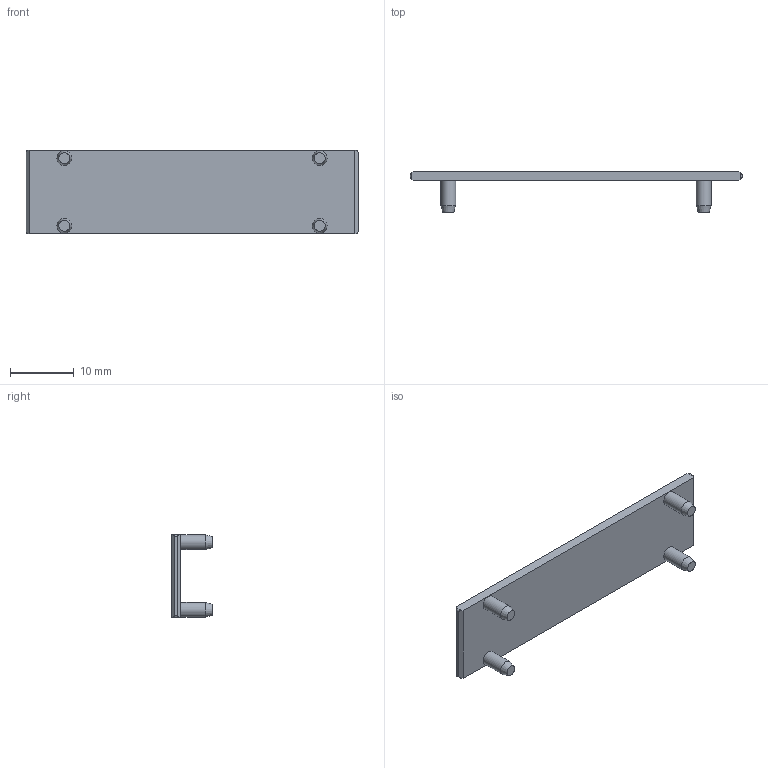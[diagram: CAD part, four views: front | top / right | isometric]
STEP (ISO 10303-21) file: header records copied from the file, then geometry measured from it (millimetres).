
FILE_DESCRIPTION(/* description */ (''),/* implementation_level */ '2;1');
FILE_NAME(/* name */ '17019_AD16_iso.stp',/* time_stamp */ '2011-08-08T10:09:23+02:00',/* author */ (''),/* organization */ (''),/* preprocessor_version */ 'ST-DEVELOPER v11',/* originating_system */ 'SIEMENS UGS NX 6.0',/* authorisation */ '');
FILE_SCHEMA (('CONFIG_CONTROL_DESIGN'));
Length unit declared in the file: millimetre
Products named in the file (1): 17019_AD16_iso
Bounding box: 52 x 6.5 x 13 mm (x, y, z)
Volume: 1086.1 mm3; surface area: 1664.1 mm2
Topology: 1 solids, 1 shells, 26 faces, 56 edges, 36 vertices
Faces by surface type: plane 14, cylinder 8, cone 4
Full cylindrical faces by diameter (mm): 2.3 x4
Entity records: 754 total; most frequent: DIRECTION 122, CARTESIAN_POINT 111, ORIENTED_EDGE 96, EDGE_CURVE 48, AXIS2_PLACEMENT_3D 47, EDGE_LOOP 38, VERTEX_POINT 36, LINE 28
